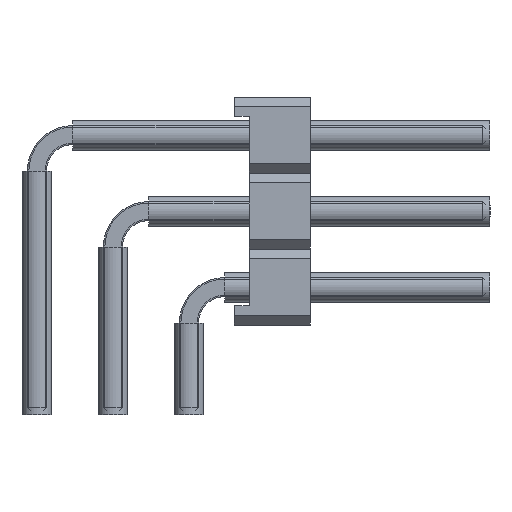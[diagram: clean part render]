
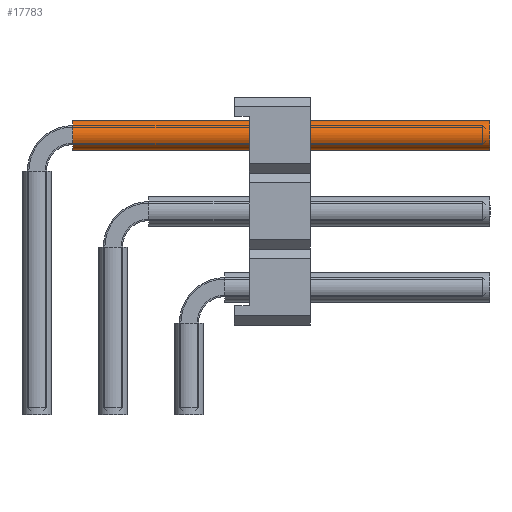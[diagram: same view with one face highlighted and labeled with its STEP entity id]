
A CAD part, left-side view. The second image highlights one B-rep face of the part: STEP entity #17783.
In plain terms, the highlighted cylindrical face has radius 0.5 mm (diameter 1 mm), a full revolution.
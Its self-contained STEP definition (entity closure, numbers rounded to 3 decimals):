
#9516=ORIENTED_EDGE('',*,*,#12136,.F.);
#9517=ORIENTED_EDGE('',*,*,#12137,.T.);
#12136=EDGE_CURVE('',#13856,#13856,#14548,.T.);
#12137=EDGE_CURVE('',#13857,#13857,#14549,.T.);
#13856=VERTEX_POINT('',#29635);
#13857=VERTEX_POINT('',#29637);
#14548=CIRCLE('',#19415,0.5);
#14549=CIRCLE('',#19416,0.5);
#15556=EDGE_LOOP('',(#9516));
#15557=EDGE_LOOP('',(#9517));
#16578=FACE_BOUND('',#15556,.T.);
#16579=FACE_BOUND('',#15557,.T.);
#16937=CYLINDRICAL_SURFACE('',#19414,0.5);
#17783=ADVANCED_FACE('',(#16578,#16579),#16937,.F.);
#19414=AXIS2_PLACEMENT_3D('',#29633,#24364,#24365);
#19415=AXIS2_PLACEMENT_3D('',#29634,#24366,#24367);
#19416=AXIS2_PLACEMENT_3D('',#29636,#24368,#24369);
#24364=DIRECTION('',(1.,0.,0.));
#24365=DIRECTION('',(0.,0.,-1.));
#24366=DIRECTION('',(-1.,0.,0.));
#24367=DIRECTION('',(0.,0.,1.));
#24368=DIRECTION('',(-1.,0.,0.));
#24369=DIRECTION('',(0.,0.,1.));
#29633=CARTESIAN_POINT('',(1.2,0.,9.35));
#29634=CARTESIAN_POINT('',(15.14,0.,9.35));
#29635=CARTESIAN_POINT('',(15.14,0.,9.85));
#29636=CARTESIAN_POINT('',(1.2,0.,9.35));
#29637=CARTESIAN_POINT('',(1.2,0.,9.85));
